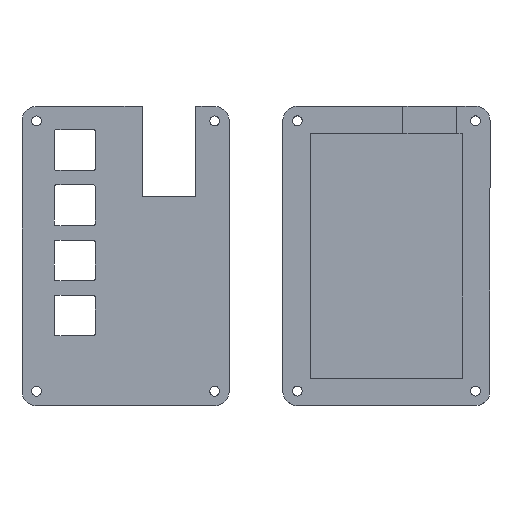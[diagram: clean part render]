
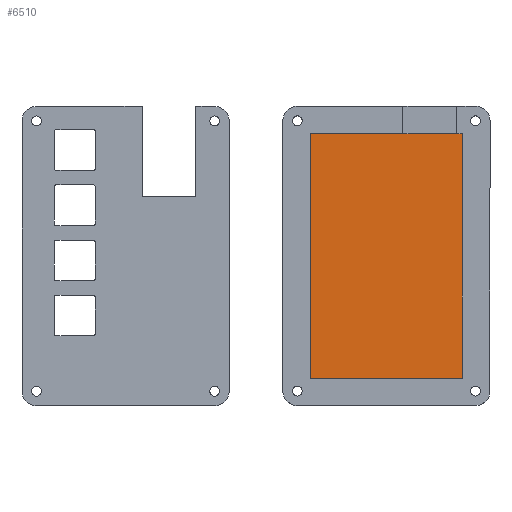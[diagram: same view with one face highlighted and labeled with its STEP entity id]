
A CAD part, top view. The second image highlights one B-rep face of the part: STEP entity #6510.
In plain terms, the highlighted planar face has unit normal (0, 0, 1).
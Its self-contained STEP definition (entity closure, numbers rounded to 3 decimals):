
#345=PLANE('',#6807);
#681=FACE_OUTER_BOUND('',#1065,.T.);
#1065=EDGE_LOOP('',(#5970,#5971,#5972,#5973));
#1681=LINE('',#12179,#2287);
#1682=LINE('',#12181,#2288);
#1683=LINE('',#12183,#2289);
#1684=LINE('',#12184,#2290);
#2287=VECTOR('',#7937,10.);
#2288=VECTOR('',#7938,10.);
#2289=VECTOR('',#7939,10.);
#2290=VECTOR('',#7940,10.);
#3190=VERTEX_POINT('',#12177);
#3191=VERTEX_POINT('',#12178);
#3192=VERTEX_POINT('',#12180);
#3193=VERTEX_POINT('',#12182);
#4125=EDGE_CURVE('',#3190,#3191,#1681,.T.);
#4126=EDGE_CURVE('',#3192,#3190,#1682,.T.);
#4127=EDGE_CURVE('',#3193,#3192,#1683,.T.);
#4128=EDGE_CURVE('',#3191,#3193,#1684,.T.);
#5970=ORIENTED_EDGE('',*,*,#4125,.F.);
#5971=ORIENTED_EDGE('',*,*,#4126,.F.);
#5972=ORIENTED_EDGE('',*,*,#4127,.F.);
#5973=ORIENTED_EDGE('',*,*,#4128,.F.);
#6510=ADVANCED_FACE('',(#681),#345,.T.);
#6807=AXIS2_PLACEMENT_3D('',#12176,#7935,#7936);
#7935=DIRECTION('center_axis',(0.,0.,1.));
#7936=DIRECTION('ref_axis',(1.,0.,0.));
#7937=DIRECTION('',(-1.,0.,0.));
#7938=DIRECTION('',(0.,-1.,0.));
#7939=DIRECTION('',(1.,0.,0.));
#7940=DIRECTION('',(0.,1.,0.));
#12176=CARTESIAN_POINT('Origin',(17.75,-1.25,3.));
#12177=CARTESIAN_POINT('',(59.9,-27.5,3.));
#12178=CARTESIAN_POINT('',(-24.4,-27.5,3.));
#12179=CARTESIAN_POINT('',(38.825,-27.5,3.));
#12180=CARTESIAN_POINT('',(59.9,25.,3.));
#12181=CARTESIAN_POINT('',(59.9,11.875,3.));
#12182=CARTESIAN_POINT('',(-24.4,25.,3.));
#12183=CARTESIAN_POINT('',(-3.325,25.,3.));
#12184=CARTESIAN_POINT('',(-24.4,-14.375,3.));
